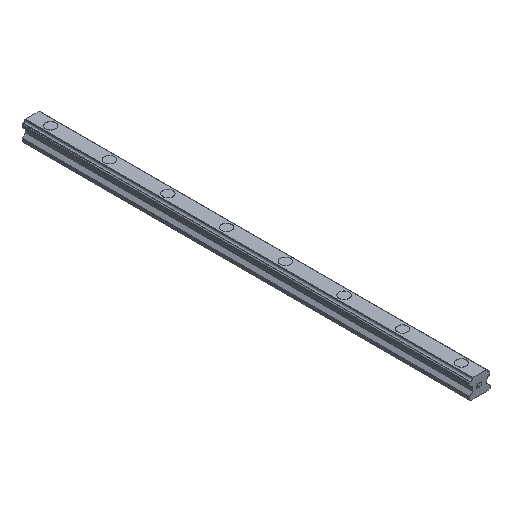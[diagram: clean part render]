
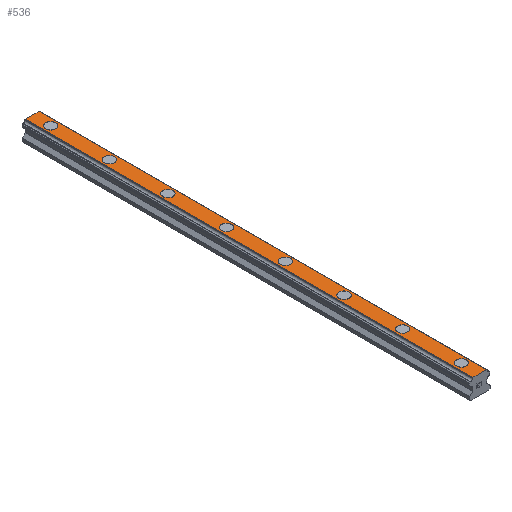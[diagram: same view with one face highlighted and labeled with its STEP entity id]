
A CAD part, isometric view. The second image highlights one B-rep face of the part: STEP entity #536.
In plain terms, the highlighted planar face has unit normal (0, 0, 1).
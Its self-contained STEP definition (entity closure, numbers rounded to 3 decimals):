
#536=ADVANCED_FACE('',(#1110,#1111,#1112,#1113,#1114,#1115,#1116,#1117,#1118),#1119,.T.);
#1110=FACE_BOUND('',#1707,.T.);
#1111=FACE_BOUND('',#1708,.T.);
#1112=FACE_BOUND('',#1709,.T.);
#1113=FACE_BOUND('',#1710,.T.);
#1114=FACE_BOUND('',#1711,.T.);
#1115=FACE_BOUND('',#1712,.T.);
#1116=FACE_BOUND('',#1713,.T.);
#1117=FACE_BOUND('',#1714,.T.);
#1118=FACE_OUTER_BOUND('',#1715,.T.);
#1119=PLANE('',#1716);
#1707=EDGE_LOOP('',(#3266,#3267));
#1708=EDGE_LOOP('',(#3268,#3269));
#1709=EDGE_LOOP('',(#3270,#3271));
#1710=EDGE_LOOP('',(#3272,#3273));
#1711=EDGE_LOOP('',(#3274,#3275));
#1712=EDGE_LOOP('',(#3276,#3277));
#1713=EDGE_LOOP('',(#3278,#3279));
#1714=EDGE_LOOP('',(#3280,#3281));
#1715=EDGE_LOOP('',(#3282,#3283,#3284,#3285));
#1716=AXIS2_PLACEMENT_3D('',#3286,#3287,#3288);
#3266=ORIENTED_EDGE('',*,*,#3559,.T.);
#3267=ORIENTED_EDGE('',*,*,#3993,.T.);
#3268=ORIENTED_EDGE('',*,*,#3549,.T.);
#3269=ORIENTED_EDGE('',*,*,#3999,.T.);
#3270=ORIENTED_EDGE('',*,*,#3539,.T.);
#3271=ORIENTED_EDGE('',*,*,#4005,.T.);
#3272=ORIENTED_EDGE('',*,*,#3529,.T.);
#3273=ORIENTED_EDGE('',*,*,#4011,.T.);
#3274=ORIENTED_EDGE('',*,*,#3519,.T.);
#3275=ORIENTED_EDGE('',*,*,#4017,.T.);
#3276=ORIENTED_EDGE('',*,*,#3509,.T.);
#3277=ORIENTED_EDGE('',*,*,#4023,.T.);
#3278=ORIENTED_EDGE('',*,*,#3499,.T.);
#3279=ORIENTED_EDGE('',*,*,#4029,.T.);
#3280=ORIENTED_EDGE('',*,*,#3489,.T.);
#3281=ORIENTED_EDGE('',*,*,#4035,.T.);
#3282=ORIENTED_EDGE('',*,*,#3967,.T.);
#3283=ORIENTED_EDGE('',*,*,#4092,.F.);
#3284=ORIENTED_EDGE('',*,*,#3831,.T.);
#3285=ORIENTED_EDGE('',*,*,#4090,.T.);
#3286=CARTESIAN_POINT('',(0.,610.0,26.));
#3287=DIRECTION('',(0.0,0.0,1.0));
#3288=DIRECTION('',(-1.0,0.0,0.0));
#3489=EDGE_CURVE('',#4154,#4151,#4155,.T.);
#3499=EDGE_CURVE('',#4172,#4169,#4173,.T.);
#3509=EDGE_CURVE('',#4190,#4187,#4191,.T.);
#3519=EDGE_CURVE('',#4208,#4205,#4209,.T.);
#3529=EDGE_CURVE('',#4226,#4223,#4227,.T.);
#3539=EDGE_CURVE('',#4244,#4241,#4245,.T.);
#3549=EDGE_CURVE('',#4262,#4259,#4263,.T.);
#3559=EDGE_CURVE('',#4280,#4277,#4281,.T.);
#3831=EDGE_CURVE('',#4689,#4687,#4690,.T.);
#3967=EDGE_CURVE('',#4916,#4914,#4917,.T.);
#3993=EDGE_CURVE('',#4277,#4280,#4966,.T.);
#3999=EDGE_CURVE('',#4259,#4262,#4972,.T.);
#4005=EDGE_CURVE('',#4241,#4244,#4978,.T.);
#4011=EDGE_CURVE('',#4223,#4226,#4984,.T.);
#4017=EDGE_CURVE('',#4205,#4208,#4990,.T.);
#4023=EDGE_CURVE('',#4187,#4190,#4996,.T.);
#4029=EDGE_CURVE('',#4169,#4172,#5002,.T.);
#4035=EDGE_CURVE('',#4151,#4154,#5008,.T.);
#4090=EDGE_CURVE('',#4687,#4916,#5063,.T.);
#4092=EDGE_CURVE('',#4689,#4914,#5065,.T.);
#4151=VERTEX_POINT('',#5126);
#4154=VERTEX_POINT('',#5130);
#4155=CIRCLE('',#5131,7.0);
#4169=VERTEX_POINT('',#5148);
#4172=VERTEX_POINT('',#5152);
#4173=CIRCLE('',#5153,7.0);
#4187=VERTEX_POINT('',#5170);
#4190=VERTEX_POINT('',#5174);
#4191=CIRCLE('',#5175,7.0);
#4205=VERTEX_POINT('',#5192);
#4208=VERTEX_POINT('',#5196);
#4209=CIRCLE('',#5197,7.0);
#4223=VERTEX_POINT('',#5214);
#4226=VERTEX_POINT('',#5218);
#4227=CIRCLE('',#5219,7.0);
#4241=VERTEX_POINT('',#5236);
#4244=VERTEX_POINT('',#5240);
#4245=CIRCLE('',#5241,7.0);
#4259=VERTEX_POINT('',#5258);
#4262=VERTEX_POINT('',#5262);
#4263=CIRCLE('',#5263,7.0);
#4277=VERTEX_POINT('',#5280);
#4280=VERTEX_POINT('',#5284);
#4281=CIRCLE('',#5285,7.0);
#4687=VERTEX_POINT('',#5836);
#4689=VERTEX_POINT('',#5839);
#4690=LINE('',#5840,#5841);
#4914=VERTEX_POINT('',#6153);
#4916=VERTEX_POINT('',#6156);
#4917=LINE('',#6157,#6158);
#4966=CIRCLE('',#6220,7.0);
#4972=CIRCLE('',#6226,7.0);
#4978=CIRCLE('',#6232,7.0);
#4984=CIRCLE('',#6238,7.0);
#4990=CIRCLE('',#6244,7.0);
#4996=CIRCLE('',#6250,7.0);
#5002=CIRCLE('',#6256,7.0);
#5008=CIRCLE('',#6262,7.0);
#5063=LINE('',#6342,#6343);
#5065=LINE('',#6345,#6346);
#5126=CARTESIAN_POINT('',(7.0,25.0,26.));
#5130=CARTESIAN_POINT('',(-7.0,25.0,26.));
#5131=AXIS2_PLACEMENT_3D('',#6427,#6428,#6429);
#5148=CARTESIAN_POINT('',(7.0,105.0,26.));
#5152=CARTESIAN_POINT('',(-7.0,105.0,26.));
#5153=AXIS2_PLACEMENT_3D('',#6443,#6444,#6445);
#5170=CARTESIAN_POINT('',(7.0,185.0,26.));
#5174=CARTESIAN_POINT('',(-7.0,185.0,26.));
#5175=AXIS2_PLACEMENT_3D('',#6459,#6460,#6461);
#5192=CARTESIAN_POINT('',(7.0,265.0,26.));
#5196=CARTESIAN_POINT('',(-7.0,265.0,26.));
#5197=AXIS2_PLACEMENT_3D('',#6475,#6476,#6477);
#5214=CARTESIAN_POINT('',(7.0,345.0,26.));
#5218=CARTESIAN_POINT('',(-7.0,345.0,26.));
#5219=AXIS2_PLACEMENT_3D('',#6491,#6492,#6493);
#5236=CARTESIAN_POINT('',(7.0,425.0,26.));
#5240=CARTESIAN_POINT('',(-7.0,425.0,26.));
#5241=AXIS2_PLACEMENT_3D('',#6507,#6508,#6509);
#5258=CARTESIAN_POINT('',(7.0,505.0,26.));
#5262=CARTESIAN_POINT('',(-7.0,505.0,26.));
#5263=AXIS2_PLACEMENT_3D('',#6523,#6524,#6525);
#5280=CARTESIAN_POINT('',(7.0,585.0,26.));
#5284=CARTESIAN_POINT('',(-7.0,585.0,26.));
#5285=AXIS2_PLACEMENT_3D('',#6539,#6540,#6541);
#5836=CARTESIAN_POINT('',(-9.342,610.0,26.));
#5839=CARTESIAN_POINT('',(9.342,610.0,26.));
#5840=CARTESIAN_POINT('',(9.342,610.0,26.));
#5841=VECTOR('',#6844,1.0);
#6153=CARTESIAN_POINT('',(9.342,0.0,26.));
#6156=CARTESIAN_POINT('',(-9.342,0.0,26.));
#6157=CARTESIAN_POINT('',(9.342,0.0,26.));
#6158=VECTOR('',#7000,1.0);
#6220=AXIS2_PLACEMENT_3D('',#7047,#7048,#7049);
#6226=AXIS2_PLACEMENT_3D('',#7056,#7057,#7058);
#6232=AXIS2_PLACEMENT_3D('',#7065,#7066,#7067);
#6238=AXIS2_PLACEMENT_3D('',#7074,#7075,#7076);
#6244=AXIS2_PLACEMENT_3D('',#7083,#7084,#7085);
#6250=AXIS2_PLACEMENT_3D('',#7092,#7093,#7094);
#6256=AXIS2_PLACEMENT_3D('',#7101,#7102,#7103);
#6262=AXIS2_PLACEMENT_3D('',#7110,#7111,#7112);
#6342=CARTESIAN_POINT('',(-9.342,610.0,26.));
#6343=VECTOR('',#7144,1.0);
#6345=CARTESIAN_POINT('',(9.342,610.0,26.));
#6346=VECTOR('',#7145,1.0);
#6427=CARTESIAN_POINT('',(0.0,25.0,26.));
#6428=DIRECTION('',(0.0,0.0,-1.0));
#6429=DIRECTION('',(1.0,0.0,0.0));
#6443=CARTESIAN_POINT('',(0.0,105.0,26.));
#6444=DIRECTION('',(0.0,0.0,-1.0));
#6445=DIRECTION('',(1.0,0.0,0.0));
#6459=CARTESIAN_POINT('',(0.0,185.0,26.));
#6460=DIRECTION('',(0.0,0.0,-1.0));
#6461=DIRECTION('',(1.0,0.0,0.0));
#6475=CARTESIAN_POINT('',(0.0,265.0,26.));
#6476=DIRECTION('',(0.0,0.0,-1.0));
#6477=DIRECTION('',(1.0,0.0,0.0));
#6491=CARTESIAN_POINT('',(0.0,345.0,26.));
#6492=DIRECTION('',(0.0,0.0,-1.0));
#6493=DIRECTION('',(1.0,0.0,0.0));
#6507=CARTESIAN_POINT('',(0.0,425.0,26.));
#6508=DIRECTION('',(0.0,0.0,-1.0));
#6509=DIRECTION('',(1.0,0.0,0.0));
#6523=CARTESIAN_POINT('',(0.0,505.0,26.));
#6524=DIRECTION('',(0.0,0.0,-1.0));
#6525=DIRECTION('',(1.0,0.0,0.0));
#6539=CARTESIAN_POINT('',(0.0,585.0,26.));
#6540=DIRECTION('',(0.0,0.0,-1.0));
#6541=DIRECTION('',(1.0,0.0,0.0));
#6844=DIRECTION('',(-1.0,0.0,0.0));
#7000=DIRECTION('',(1.0,0.0,0.0));
#7047=CARTESIAN_POINT('',(0.0,585.0,26.));
#7048=DIRECTION('',(0.0,0.0,-1.0));
#7049=DIRECTION('',(1.0,0.0,0.0));
#7056=CARTESIAN_POINT('',(0.0,505.0,26.));
#7057=DIRECTION('',(0.0,0.0,-1.0));
#7058=DIRECTION('',(1.0,0.0,0.0));
#7065=CARTESIAN_POINT('',(0.0,425.0,26.));
#7066=DIRECTION('',(0.0,0.0,-1.0));
#7067=DIRECTION('',(1.0,0.0,0.0));
#7074=CARTESIAN_POINT('',(0.0,345.0,26.));
#7075=DIRECTION('',(0.0,0.0,-1.0));
#7076=DIRECTION('',(1.0,0.0,0.0));
#7083=CARTESIAN_POINT('',(0.0,265.0,26.));
#7084=DIRECTION('',(0.0,0.0,-1.0));
#7085=DIRECTION('',(1.0,0.0,0.0));
#7092=CARTESIAN_POINT('',(0.0,185.0,26.));
#7093=DIRECTION('',(0.0,0.0,-1.0));
#7094=DIRECTION('',(1.0,0.0,0.0));
#7101=CARTESIAN_POINT('',(0.0,105.0,26.));
#7102=DIRECTION('',(0.0,0.0,-1.0));
#7103=DIRECTION('',(1.0,0.0,0.0));
#7110=CARTESIAN_POINT('',(0.0,25.0,26.));
#7111=DIRECTION('',(0.0,0.0,-1.0));
#7112=DIRECTION('',(1.0,0.0,0.0));
#7144=DIRECTION('',(0.0,-1.0,0.0));
#7145=DIRECTION('',(0.0,-1.0,0.0));
